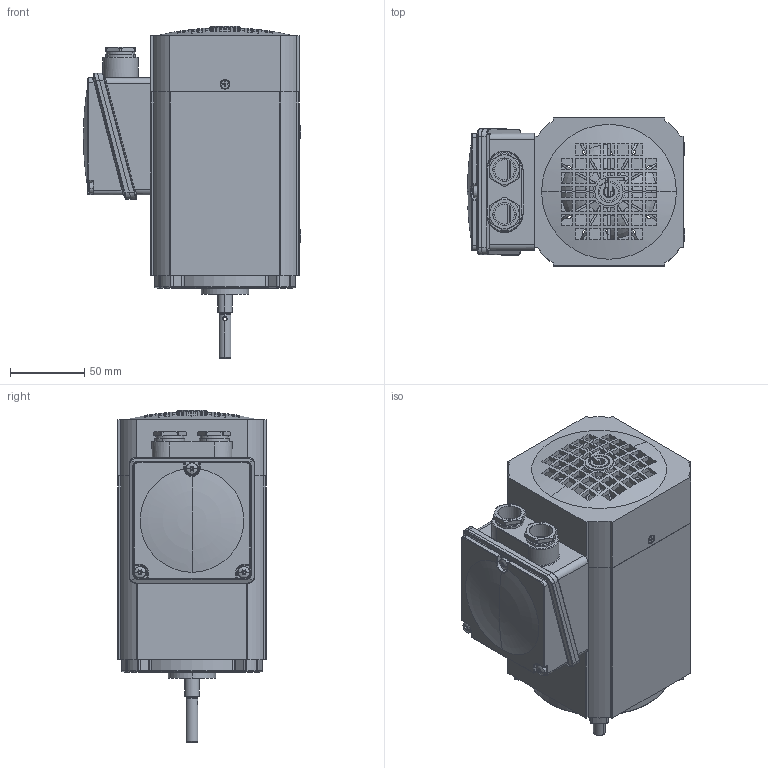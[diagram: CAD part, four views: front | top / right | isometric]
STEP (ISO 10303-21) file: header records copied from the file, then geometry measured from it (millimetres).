
FILE_DESCRIPTION (( 'STEP AP203' ), '1' );
FILE_NAME ('Motor_IGL90-60-+-E-201734.STEP', '2014-01-13T12:09:42', ( '' ), ( '' ), 'SwSTEP 2.0', 'SolidWorks 2012', '' );
FILE_SCHEMA (( 'CONFIG_CONTROL_DESIGN' ));
Length unit declared in the file: millimetre
Products named in the file (1): Motor_IGL90-60-+-E-201734
Bounding box: 146.5 x 100 x 224 mm (x, y, z)
Surface area: 193737.3 mm2 (no closed solid volume)
Topology: 0 solids, 42 shells, 1043 faces, 3379 edges, 2296 vertices
Faces by surface type: plane 503, cylinder 339, torus 71, cone 58, bspline 41, sphere 31
Entity records: 40602 total; most frequent: CARTESIAN_POINT 11234, DIRECTION 6515, ORIENTED_EDGE 5432, EDGE_CURVE 3371, AXIS2_PLACEMENT_3D 2529, VERTEX_POINT 2296, CIRCLE 1526, LINE 1457
